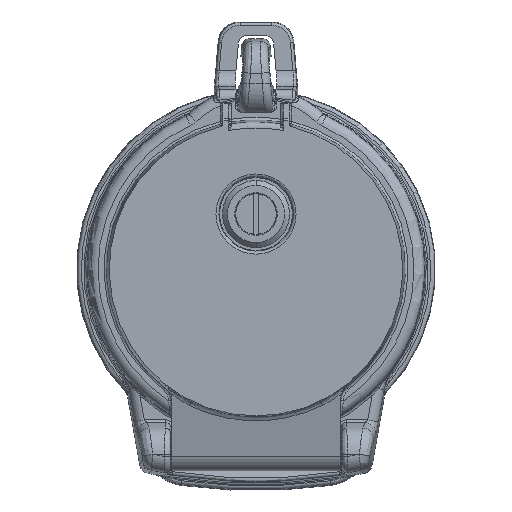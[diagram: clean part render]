
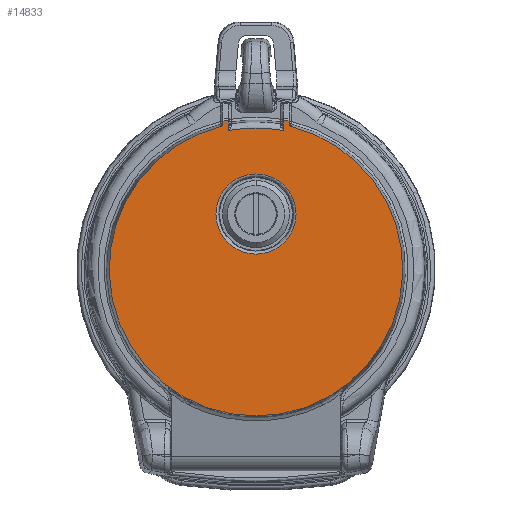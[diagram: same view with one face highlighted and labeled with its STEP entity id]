
A CAD part, top view. The second image highlights one B-rep face of the part: STEP entity #14833.
In plain terms, the highlighted planar face has unit normal (0, 0, 1).
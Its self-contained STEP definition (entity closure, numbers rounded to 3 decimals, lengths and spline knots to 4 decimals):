
#2588=B_SPLINE_CURVE_WITH_KNOTS('',3,(#86784,#86785,#86786,#86787,#86788,
#86789,#86790,#86791,#86792,#86793,#86794,#86795,#86796),.UNSPECIFIED.,
 .F.,.F.,(4,3,3,3,4),(0.,0.0051,0.5111,0.7546,
1.),.UNSPECIFIED.);
#2589=B_SPLINE_CURVE_WITH_KNOTS('',3,(#86801,#86802,#86803,#86804,#86805,
#86806,#86807,#86808,#86809,#86810,#86811,#86812,#86813),.UNSPECIFIED.,
 .F.,.F.,(4,3,3,3,4),(0.,0.2454,0.4889,0.9949,
1.),.UNSPECIFIED.);
#3623=PLANE('',#42828);
#8959=LINE('',#86815,#12571);
#8960=LINE('',#86817,#12572);
#8961=LINE('',#86819,#12573);
#8962=LINE('',#86823,#12574);
#8963=LINE('',#86825,#12575);
#8964=LINE('',#86827,#12576);
#12571=VECTOR('',#51704,1.);
#12572=VECTOR('',#51705,1.);
#12573=VECTOR('',#51706,1.);
#12574=VECTOR('',#51709,1.);
#12575=VECTOR('',#51710,1.);
#12576=VECTOR('',#51711,1.);
#14833=ADVANCED_FACE('',(#15948,#15949),#3623,.T.);
#15948=FACE_BOUND('',#17888,.T.);
#15949=FACE_BOUND('',#17889,.T.);
#17888=EDGE_LOOP('',(#28325,#28326,#28327,#28328,#28329,#28330,#28331,#28332,
#28333,#28334));
#17889=EDGE_LOOP('',(#28335));
#28325=ORIENTED_EDGE('',*,*,#38748,.T.);
#28326=ORIENTED_EDGE('',*,*,#38749,.F.);
#28327=ORIENTED_EDGE('',*,*,#38750,.T.);
#28328=ORIENTED_EDGE('',*,*,#38751,.T.);
#28329=ORIENTED_EDGE('',*,*,#38752,.T.);
#28330=ORIENTED_EDGE('',*,*,#38753,.T.);
#28331=ORIENTED_EDGE('',*,*,#38754,.T.);
#28332=ORIENTED_EDGE('',*,*,#38755,.T.);
#28333=ORIENTED_EDGE('',*,*,#38756,.T.);
#28334=ORIENTED_EDGE('',*,*,#38757,.T.);
#28335=ORIENTED_EDGE('',*,*,#38758,.T.);
#33198=VERTEX_POINT('',#86797);
#33199=VERTEX_POINT('',#86798);
#33200=VERTEX_POINT('',#86800);
#33201=VERTEX_POINT('',#86814);
#33202=VERTEX_POINT('',#86816);
#33203=VERTEX_POINT('',#86818);
#33204=VERTEX_POINT('',#86820);
#33205=VERTEX_POINT('',#86822);
#33206=VERTEX_POINT('',#86824);
#33207=VERTEX_POINT('',#86826);
#33208=VERTEX_POINT('',#86829);
#38748=EDGE_CURVE('',#33198,#33199,#2588,.T.);
#38749=EDGE_CURVE('',#33200,#33199,#40029,.T.);
#38750=EDGE_CURVE('',#33200,#33201,#2589,.T.);
#38751=EDGE_CURVE('',#33201,#33202,#8959,.T.);
#38752=EDGE_CURVE('',#33202,#33203,#8960,.T.);
#38753=EDGE_CURVE('',#33203,#33204,#8961,.T.);
#38754=EDGE_CURVE('',#33204,#33205,#40030,.T.);
#38755=EDGE_CURVE('',#33205,#33206,#8962,.T.);
#38756=EDGE_CURVE('',#33206,#33207,#8963,.T.);
#38757=EDGE_CURVE('',#33207,#33198,#8964,.T.);
#38758=EDGE_CURVE('',#33208,#33208,#40031,.T.);
#40029=CIRCLE('',#42825,1.725);
#40030=CIRCLE('',#42826,1.6609);
#40031=CIRCLE('',#42827,0.471);
#42825=AXIS2_PLACEMENT_3D('',#86799,#51702,#51703);
#42826=AXIS2_PLACEMENT_3D('',#86821,#51707,#51708);
#42827=AXIS2_PLACEMENT_3D('',#86828,#51712,#51713);
#42828=AXIS2_PLACEMENT_3D('',#86830,#51714,#51715);
#51702=DIRECTION('',(0.,0.,-1.));
#51703=DIRECTION('',(1.,0.,0.));
#51704=DIRECTION('',(0.,1.,0.));
#51705=DIRECTION('',(-1.,0.,0.));
#51706=DIRECTION('',(0.,-1.,0.));
#51707=DIRECTION('',(0.,0.,1.));
#51708=DIRECTION('',(1.,0.,0.));
#51709=DIRECTION('',(0.,1.,0.));
#51710=DIRECTION('',(-1.,0.,0.));
#51711=DIRECTION('',(0.,-1.,0.));
#51712=DIRECTION('',(0.,0.,-1.));
#51713=DIRECTION('',(1.,0.,0.));
#51714=DIRECTION('',(0.,0.,1.));
#51715=DIRECTION('',(1.,0.,0.));
#86784=CARTESIAN_POINT('',(-0.3887,1.6994,0.582));
#86785=CARTESIAN_POINT('',(-0.3888,1.6994,0.582));
#86786=CARTESIAN_POINT('',(-0.3888,1.6993,0.582));
#86787=CARTESIAN_POINT('',(-0.3888,1.6993,0.582));
#86788=CARTESIAN_POINT('',(-0.3912,1.694,0.582));
#86789=CARTESIAN_POINT('',(-0.3938,1.6886,0.582));
#86790=CARTESIAN_POINT('',(-0.3976,1.6842,0.582));
#86791=CARTESIAN_POINT('',(-0.3994,1.6821,0.582));
#86792=CARTESIAN_POINT('',(-0.4015,1.6802,0.582));
#86793=CARTESIAN_POINT('',(-0.4038,1.6786,0.582));
#86794=CARTESIAN_POINT('',(-0.4062,1.677,0.582));
#86795=CARTESIAN_POINT('',(-0.4088,1.6759,0.582));
#86796=CARTESIAN_POINT('',(-0.4116,1.6752,0.582));
#86797=CARTESIAN_POINT('',(-0.3887,1.6994,0.582));
#86798=CARTESIAN_POINT('',(-0.4116,1.6752,0.582));
#86799=CARTESIAN_POINT('',(0.,0.,0.582));
#86800=CARTESIAN_POINT('',(0.4116,1.6752,0.582));
#86801=CARTESIAN_POINT('',(0.4116,1.6752,0.582));
#86802=CARTESIAN_POINT('',(0.4088,1.6759,0.582));
#86803=CARTESIAN_POINT('',(0.4062,1.677,0.582));
#86804=CARTESIAN_POINT('',(0.4038,1.6786,0.582));
#86805=CARTESIAN_POINT('',(0.4015,1.6802,0.582));
#86806=CARTESIAN_POINT('',(0.3994,1.6821,0.582));
#86807=CARTESIAN_POINT('',(0.3976,1.6842,0.582));
#86808=CARTESIAN_POINT('',(0.3938,1.6886,0.582));
#86809=CARTESIAN_POINT('',(0.3912,1.694,0.582));
#86810=CARTESIAN_POINT('',(0.3888,1.6993,0.582));
#86811=CARTESIAN_POINT('',(0.3888,1.6993,0.582));
#86812=CARTESIAN_POINT('',(0.3888,1.6994,0.582));
#86813=CARTESIAN_POINT('',(0.3887,1.6994,0.582));
#86814=CARTESIAN_POINT('',(0.3887,1.6994,0.582));
#86815=CARTESIAN_POINT('',(0.3887,1.7432,0.582));
#86816=CARTESIAN_POINT('',(0.3887,1.7432,0.582));
#86817=CARTESIAN_POINT('',(0.,1.7432,0.582));
#86818=CARTESIAN_POINT('',(0.3187,1.7432,0.582));
#86819=CARTESIAN_POINT('',(0.3187,0.,0.582));
#86820=CARTESIAN_POINT('',(0.3187,1.63,0.582));
#86821=CARTESIAN_POINT('',(0.,0.,0.582));
#86822=CARTESIAN_POINT('',(-0.3187,1.63,0.582));
#86823=CARTESIAN_POINT('',(-0.3187,0.,0.582));
#86824=CARTESIAN_POINT('',(-0.3187,1.7432,0.582));
#86825=CARTESIAN_POINT('',(0.,1.7432,0.582));
#86826=CARTESIAN_POINT('',(-0.3887,1.7432,0.582));
#86827=CARTESIAN_POINT('',(-0.3887,1.6123,0.582));
#86828=CARTESIAN_POINT('',(0.,0.6475,0.582));
#86829=CARTESIAN_POINT('',(0.471,0.6475,0.582));
#86830=CARTESIAN_POINT('',(0.,0.,0.582));
